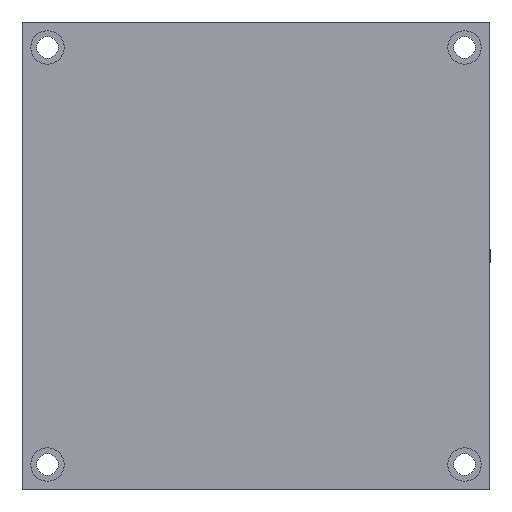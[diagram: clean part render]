
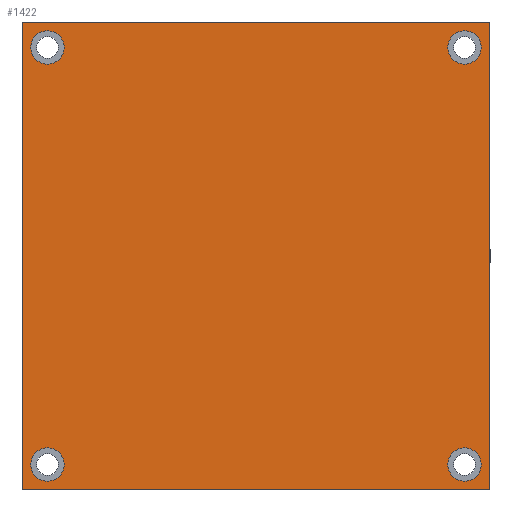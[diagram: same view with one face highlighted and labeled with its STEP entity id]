
A CAD part, front view. The second image highlights one B-rep face of the part: STEP entity #1422.
In plain terms, the highlighted planar face has unit normal (0, -1, 0).
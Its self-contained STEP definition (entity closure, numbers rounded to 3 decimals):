
#87=FACE_BOUND('',#496,.T.);
#88=FACE_BOUND('',#497,.T.);
#89=FACE_BOUND('',#498,.T.);
#90=FACE_BOUND('',#499,.T.);
#156=LINE('',#2601,#223);
#158=LINE('',#2606,#225);
#160=LINE('',#2610,#227);
#161=LINE('',#2611,#228);
#223=VECTOR('',#2077,10.);
#225=VECTOR('',#2081,10.);
#227=VECTOR('',#2085,10.);
#228=VECTOR('',#2086,10.);
#370=FACE_OUTER_BOUND('',#495,.T.);
#495=EDGE_LOOP('',(#1178,#1179,#1180,#1181));
#496=EDGE_LOOP('',(#1182));
#497=EDGE_LOOP('',(#1183));
#498=EDGE_LOOP('',(#1184));
#499=EDGE_LOOP('',(#1185));
#589=CIRCLE('',#1622,10.);
#593=CIRCLE('',#1629,10.);
#597=CIRCLE('',#1636,10.);
#601=CIRCLE('',#1643,10.);
#699=VERTEX_POINT('',#2487);
#703=VERTEX_POINT('',#2500);
#707=VERTEX_POINT('',#2513);
#711=VERTEX_POINT('',#2526);
#730=VERTEX_POINT('',#2595);
#732=VERTEX_POINT('',#2599);
#734=VERTEX_POINT('',#2604);
#735=VERTEX_POINT('',#2609);
#839=EDGE_CURVE('',#699,#699,#589,.T.);
#845=EDGE_CURVE('',#703,#703,#593,.T.);
#851=EDGE_CURVE('',#707,#707,#597,.T.);
#857=EDGE_CURVE('',#711,#711,#601,.T.);
#890=EDGE_CURVE('',#730,#732,#156,.T.);
#892=EDGE_CURVE('',#734,#732,#158,.T.);
#894=EDGE_CURVE('',#734,#735,#160,.T.);
#895=EDGE_CURVE('',#735,#730,#161,.T.);
#1178=ORIENTED_EDGE('',*,*,#894,.T.);
#1179=ORIENTED_EDGE('',*,*,#895,.T.);
#1180=ORIENTED_EDGE('',*,*,#890,.T.);
#1181=ORIENTED_EDGE('',*,*,#892,.F.);
#1182=ORIENTED_EDGE('',*,*,#839,.T.);
#1183=ORIENTED_EDGE('',*,*,#845,.T.);
#1184=ORIENTED_EDGE('',*,*,#851,.T.);
#1185=ORIENTED_EDGE('',*,*,#857,.T.);
#1341=PLANE('',#1682);
#1422=ADVANCED_FACE('',(#370,#87,#88,#89,#90),#1341,.T.);
#1622=AXIS2_PLACEMENT_3D('',#2488,#1938,#1939);
#1629=AXIS2_PLACEMENT_3D('',#2501,#1954,#1955);
#1636=AXIS2_PLACEMENT_3D('',#2514,#1970,#1971);
#1643=AXIS2_PLACEMENT_3D('',#2527,#1986,#1987);
#1682=AXIS2_PLACEMENT_3D('',#2608,#2083,#2084);
#1938=DIRECTION('center_axis',(0.,1.,0.));
#1939=DIRECTION('ref_axis',(1.,0.,0.));
#1954=DIRECTION('center_axis',(0.,1.,0.));
#1955=DIRECTION('ref_axis',(1.,0.,0.));
#1970=DIRECTION('center_axis',(0.,1.,0.));
#1971=DIRECTION('ref_axis',(1.,0.,0.));
#1986=DIRECTION('center_axis',(0.,1.,0.));
#1987=DIRECTION('ref_axis',(1.,0.,0.));
#2077=DIRECTION('',(1.,0.,0.));
#2081=DIRECTION('',(0.,0.,-1.));
#2083=DIRECTION('center_axis',(0.,-1.,0.));
#2084=DIRECTION('ref_axis',(0.,0.,-1.));
#2085=DIRECTION('',(-1.,0.,0.));
#2086=DIRECTION('',(0.,0.,-1.));
#2487=CARTESIAN_POINT('',(-135.,-48.,-125.));
#2488=CARTESIAN_POINT('Origin',(-125.,-48.,-125.));
#2500=CARTESIAN_POINT('',(115.,-48.,-125.));
#2501=CARTESIAN_POINT('Origin',(125.,-48.,-125.));
#2513=CARTESIAN_POINT('',(115.,-48.,125.));
#2514=CARTESIAN_POINT('Origin',(125.,-48.,125.));
#2526=CARTESIAN_POINT('',(-135.,-48.,125.));
#2527=CARTESIAN_POINT('Origin',(-125.,-48.,125.));
#2595=CARTESIAN_POINT('',(-140.,-48.,-140.));
#2599=CARTESIAN_POINT('',(140.,-48.,-140.));
#2601=CARTESIAN_POINT('',(140.,-48.,-140.));
#2604=CARTESIAN_POINT('',(140.,-48.,140.));
#2606=CARTESIAN_POINT('',(140.,-48.,0.));
#2608=CARTESIAN_POINT('Origin',(140.,-48.,0.));
#2609=CARTESIAN_POINT('',(-140.,-48.,140.));
#2610=CARTESIAN_POINT('',(140.,-48.,140.));
#2611=CARTESIAN_POINT('',(-140.,-48.,0.));
